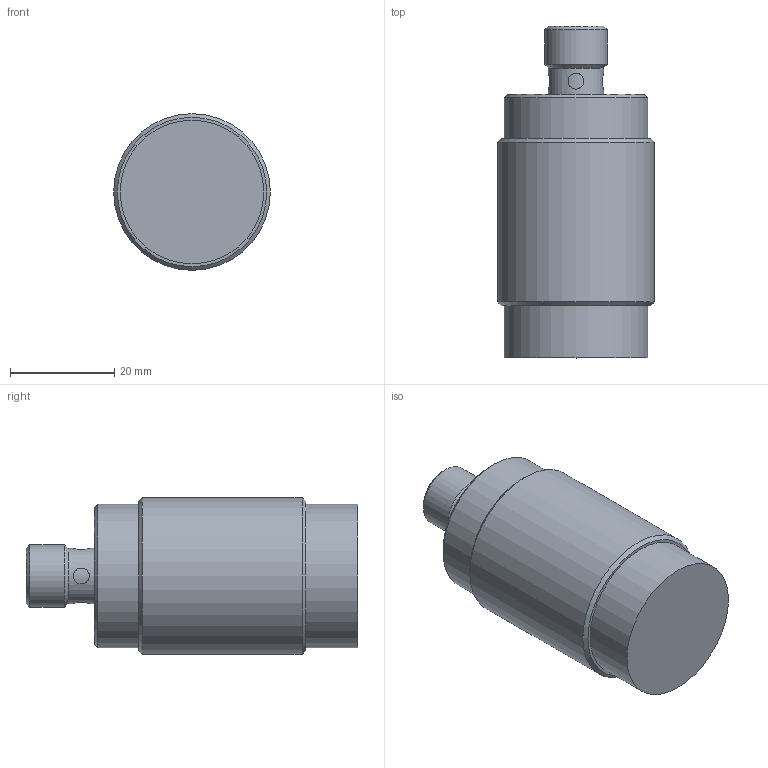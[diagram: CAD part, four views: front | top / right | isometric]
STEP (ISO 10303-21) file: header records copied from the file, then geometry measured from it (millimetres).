
FILE_DESCRIPTION (( 'STEP AP214' ), '1' );
FILE_NAME ('DW-AS-714-M30-002.STEP', '2018-04-17T20:25:08', ( '' ), ( '' ), 'SwSTEP 2.0', 'SolidWorks 2017', '' );
FILE_SCHEMA (( 'AUTOMOTIVE_DESIGN' ));
Length unit declared in the file: inch
Products named in the file (1): DW-AS-714-M30-002
Bounding box: 30 x 63.55 x 30 mm (x, y, z)
Volume: 34290.9 mm3; surface area: 6924 mm2
Topology: 1 solids, 2 shells, 51 faces, 95 edges, 60 vertices
Faces by surface type: cylinder 27, plane 14, cone 5, torus 5
Full cylindrical faces by diameter (mm): 1.102 x4, 3.048 x6, 8.499 x1, 10.551 x1, 11.999 x1, 27.501 x2, 30 x1
Entity records: 1820 total; most frequent: CARTESIAN_POINT 916, DIRECTION 184, ORIENTED_EDGE 120, EDGE_LOOP 91, AXIS2_PLACEMENT_3D 87, FACE_OUTER_BOUND 71, EDGE_CURVE 60, VERTEX_POINT 53
